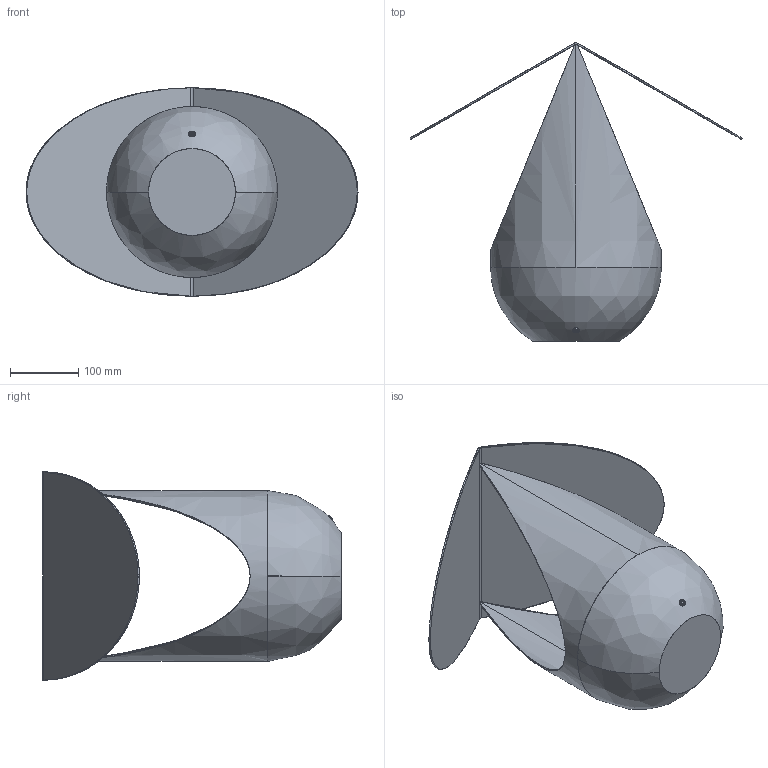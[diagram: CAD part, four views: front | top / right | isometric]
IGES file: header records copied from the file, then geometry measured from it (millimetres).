
Start section: SolidWorks IGES file using analytic representation for surfaces
Global section: file name: BOUNTL17 - Bounce Table Lamp.IGS; native system: SolidWorks 2015; preprocessor: SolidWorks 2015; author: Design; date: 190104.174126; units: millimetre
Bounding box: 485.66 x 436.03 x 304.78 mm (x, y, z)
Surface area: 634355.5 mm2 (no closed solid volume)
Topology: 0 solids, 0 shells, 34 faces, 861 edges, 861 vertices
Faces by surface type: bspline 20, revolution 14
